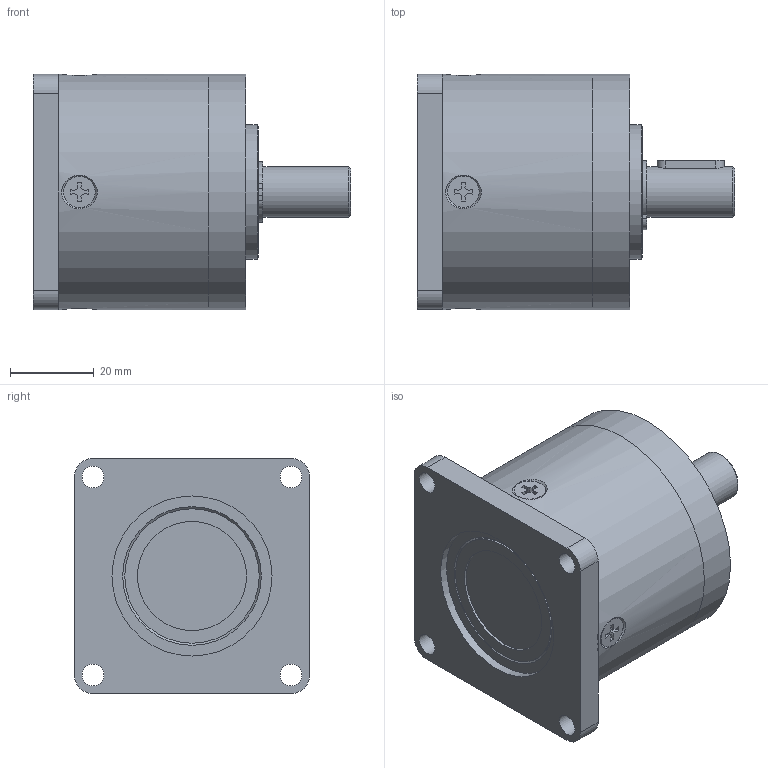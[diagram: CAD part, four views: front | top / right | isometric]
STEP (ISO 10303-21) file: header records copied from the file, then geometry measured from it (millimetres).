
FILE_DESCRIPTION(/* description */ (''),/* implementation_level */ '2;1');
FILE_NAME(/* name */ 'GP56-S1-XX-SRS.stp',/* time_stamp */ '2018-11-12T18:22:55+01:00',/* author */ ('naubert_a'),/* organization */ (''),/* preprocessor_version */ 'ST-DEVELOPER v17',/* originating_system */ 'Autodesk Inventor 2018',/* authorisation */ '');
FILE_SCHEMA (('CONFIG_CONTROL_DESIGN'));
Length unit declared in the file: millimetre
Products named in the file (1): GP56-S1-XX-SRS
Bounding box: 75.6 x 56 x 56 mm (x, y, z)
Volume: 129507.4 mm3; surface area: 18195.4 mm2
Topology: 1 solids, 1 shells, 182 faces, 526 edges, 358 vertices
Faces by surface type: plane 126, cylinder 36, cone 17, torus 3
Full cylindrical faces by diameter (mm): 1.7 x2, 3.242 x1, 4.134 x4, 4.3 x1, 5.2 x4, 7.5 x4, 11.5 x1, 12 x2, 14.75 x1, 24.72 x1, 26 x1, 32 x2, 38.1 x1, 56 x2
Entity records: 6455 total; most frequent: CARTESIAN_POINT 1242, ORIENTED_EDGE 1042, DIRECTION 1033, EDGE_CURVE 521, VERTEX_POINT 358, AXIS2_PLACEMENT_3D 345, LINE 343, VECTOR 343
